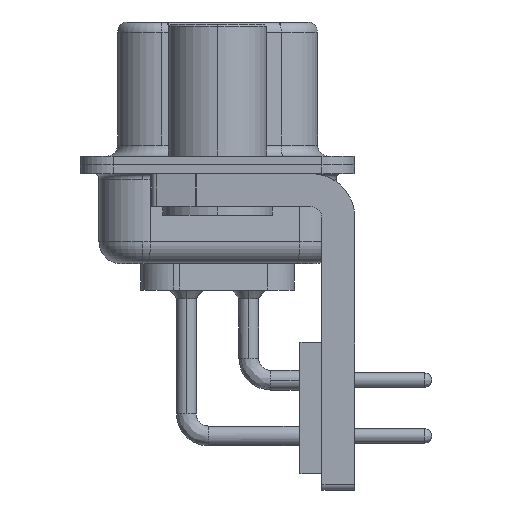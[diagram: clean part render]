
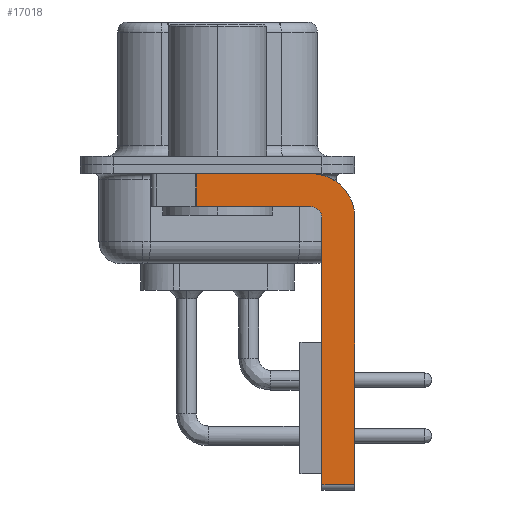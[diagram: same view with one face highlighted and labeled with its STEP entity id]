
A CAD part, left-side view. The second image highlights one B-rep face of the part: STEP entity #17018.
In plain terms, the highlighted planar face has unit normal (-1, 0, 0).
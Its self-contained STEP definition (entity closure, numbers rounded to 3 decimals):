
#824 = CARTESIAN_POINT ( 'NONE',  ( -2.9, 0.978, -0.4 ) ) ;
#2537 = DIRECTION ( 'NONE',  ( 1., 0., 0. ) ) ;
#2712 = VECTOR ( 'NONE', #22028, 1000. ) ;
#3376 = VECTOR ( 'NONE', #13357, 1000. ) ;
#3579 = LINE ( 'NONE', #19297, #2712 ) ;
#3716 = CARTESIAN_POINT ( 'NONE',  ( -2.9, -6.25, -2.4 ) ) ;
#4496 = CARTESIAN_POINT ( 'NONE',  ( -2.9, -4.25, -2.4 ) ) ;
#4519 = ORIENTED_EDGE ( 'NONE', *, *, #5344, .F. ) ;
#5147 = CARTESIAN_POINT ( 'NONE',  ( -2.9, -4.25, -2.4 ) ) ;
#5226 = CARTESIAN_POINT ( 'NONE',  ( -2.9, -4.75, -14.8 ) ) ;
#5245 = ORIENTED_EDGE ( 'NONE', *, *, #29316, .F. ) ;
#5344 = EDGE_CURVE ( 'NONE', #13057, #28513, #7096, .T. ) ;
#5856 = CARTESIAN_POINT ( 'NONE',  ( -2.9, -4.25, -1.9 ) ) ;
#6493 = CARTESIAN_POINT ( 'NONE',  ( -2.9, -4.25, -0.4 ) ) ;
#6540 = EDGE_CURVE ( 'NONE', #29694, #28924, #3579, .T. ) ;
#7096 = LINE ( 'NONE', #27936, #34322 ) ;
#7244 = DIRECTION ( 'NONE',  ( 0., 0., 1. ) ) ;
#7353 = VERTEX_POINT ( 'NONE', #6493 ) ;
#7719 = AXIS2_PLACEMENT_3D ( 'NONE', #5147, #24295, #7895 ) ;
#7895 = DIRECTION ( 'NONE',  ( 0., 0., -1. ) ) ;
#7994 = VECTOR ( 'NONE', #8709, 1000. ) ;
#8239 = CIRCLE ( 'NONE', #34512, 0.5 ) ;
#8504 = VERTEX_POINT ( 'NONE', #20092 ) ;
#8604 = ORIENTED_EDGE ( 'NONE', *, *, #31290, .T. ) ;
#8709 = DIRECTION ( 'NONE',  ( 0., 0., -1. ) ) ;
#10117 = CIRCLE ( 'NONE', #7719, 2. ) ;
#10456 = CARTESIAN_POINT ( 'NONE',  ( -2.9, 0.978, -1.9 ) ) ;
#10663 = LINE ( 'NONE', #10456, #3376 ) ;
#10715 = DIRECTION ( 'NONE',  ( 0., 0., 1. ) ) ;
#10975 = CARTESIAN_POINT ( 'NONE',  ( -2.9, -6.25, -14.55 ) ) ;
#11273 = CARTESIAN_POINT ( 'NONE',  ( -2.9, -4.75, -14.55 ) ) ;
#12435 = ORIENTED_EDGE ( 'NONE', *, *, #33675, .F. ) ;
#13057 = VERTEX_POINT ( 'NONE', #5856 ) ;
#13357 = DIRECTION ( 'NONE',  ( 0., 0., -1. ) ) ;
#15284 = ORIENTED_EDGE ( 'NONE', *, *, #25272, .F. ) ;
#15836 = CARTESIAN_POINT ( 'NONE',  ( -2.9, 3., -0.4 ) ) ;
#16261 = PLANE ( 'NONE',  #25352 ) ;
#16697 = LINE ( 'NONE', #15836, #23091 ) ;
#17018 = ADVANCED_FACE ( 'NONE', ( #28554 ), #16261, .F. ) ;
#17143 = VECTOR ( 'NONE', #10715, 1000. ) ;
#17534 = EDGE_CURVE ( 'NONE', #27942, #7353, #16697, .T. ) ;
#18797 = EDGE_CURVE ( 'NONE', #22176, #28924, #29708, .T. ) ;
#19057 = CARTESIAN_POINT ( 'NONE',  ( -2.9, -4.25, -2.4 ) ) ;
#19297 = CARTESIAN_POINT ( 'NONE',  ( -2.9, -4.25, -14.55 ) ) ;
#20092 = CARTESIAN_POINT ( 'NONE',  ( -2.9, -4.75, -2.4 ) ) ;
#21769 = DIRECTION ( 'NONE',  ( 0., 0., -1. ) ) ;
#22028 = DIRECTION ( 'NONE',  ( 0., -1., 0. ) ) ;
#22176 = VERTEX_POINT ( 'NONE', #3716 ) ;
#22691 = DIRECTION ( 'NONE',  ( 0., 1., 0. ) ) ;
#23091 = VECTOR ( 'NONE', #31999, 1000. ) ;
#23645 = DIRECTION ( 'NONE',  ( -1., 0., 0. ) ) ;
#24295 = DIRECTION ( 'NONE',  ( 1., 0., 0. ) ) ;
#24374 = LINE ( 'NONE', #5226, #17143 ) ;
#25272 = EDGE_CURVE ( 'NONE', #29694, #8504, #24374, .T. ) ;
#25352 = AXIS2_PLACEMENT_3D ( 'NONE', #19057, #2537, #21769 ) ;
#25618 = ORIENTED_EDGE ( 'NONE', *, *, #6540, .T. ) ;
#27936 = CARTESIAN_POINT ( 'NONE',  ( -2.9, -4.25, -1.9 ) ) ;
#27942 = VERTEX_POINT ( 'NONE', #824 ) ;
#28182 = ORIENTED_EDGE ( 'NONE', *, *, #18797, .F. ) ;
#28513 = VERTEX_POINT ( 'NONE', #33553 ) ;
#28554 = FACE_OUTER_BOUND ( 'NONE', #29607, .T. ) ;
#28924 = VERTEX_POINT ( 'NONE', #10975 ) ;
#29316 = EDGE_CURVE ( 'NONE', #8504, #13057, #8239, .T. ) ;
#29607 = EDGE_LOOP ( 'NONE', ( #33896, #8604, #4519, #5245, #15284, #25618, #28182, #12435 ) ) ;
#29694 = VERTEX_POINT ( 'NONE', #11273 ) ;
#29708 = LINE ( 'NONE', #33065, #7994 ) ;
#31290 = EDGE_CURVE ( 'NONE', #27942, #28513, #10663, .T. ) ;
#31999 = DIRECTION ( 'NONE',  ( 0., -1., 0. ) ) ;
#33065 = CARTESIAN_POINT ( 'NONE',  ( -2.9, -6.25, -2.4 ) ) ;
#33553 = CARTESIAN_POINT ( 'NONE',  ( -2.9, 0.978, -1.9 ) ) ;
#33675 = EDGE_CURVE ( 'NONE', #7353, #22176, #10117, .T. ) ;
#33896 = ORIENTED_EDGE ( 'NONE', *, *, #17534, .F. ) ;
#34322 = VECTOR ( 'NONE', #22691, 1000. ) ;
#34512 = AXIS2_PLACEMENT_3D ( 'NONE', #4496, #23645, #7244 ) ;
